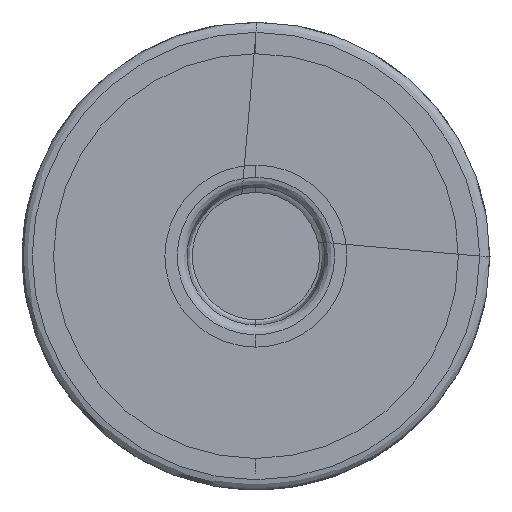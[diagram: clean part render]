
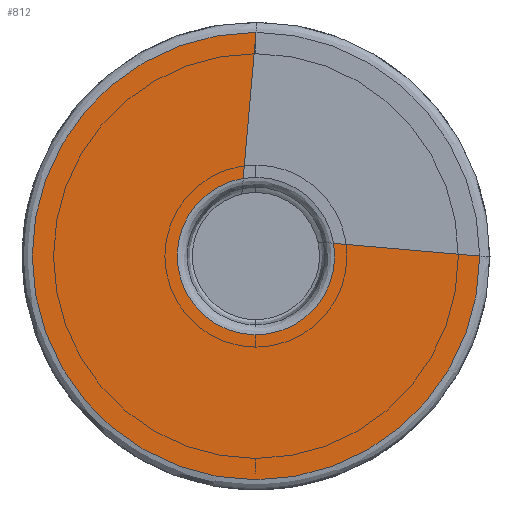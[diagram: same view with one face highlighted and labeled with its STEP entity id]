
A CAD part, left-side view. The second image highlights one B-rep face of the part: STEP entity #812.
In plain terms, the highlighted planar face has unit normal (-1, 0, 0).
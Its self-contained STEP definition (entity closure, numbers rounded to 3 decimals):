
#71 = CARTESIAN_POINT ( 'NONE',  ( 0., -0.003, 8.601 ) ) ;
#101 = VERTEX_POINT ( 'NONE', #296 ) ;
#105 = DIRECTION ( 'NONE',  ( 1., 0., 0. ) ) ;
#156 = CIRCLE ( 'NONE', #1301, 8.601 ) ;
#157 = DIRECTION ( 'NONE',  ( 1., 0., 0. ) ) ;
#165 = DIRECTION ( 'NONE',  ( 0., -0.987, 0.162 ) ) ;
#185 = CARTESIAN_POINT ( 'NONE',  ( 0., -2.987, 0.491 ) ) ;
#245 = VERTEX_POINT ( 'NONE', #71 ) ;
#263 = CARTESIAN_POINT ( 'NONE',  ( 0., -2.987, 0.491 ) ) ;
#287 = CARTESIAN_POINT ( 'NONE',  ( 0., 0., 0. ) ) ;
#291 = VECTOR ( 'NONE', #774, 1000. ) ;
#296 = CARTESIAN_POINT ( 'NONE',  ( 0., 0.49, 2.987 ) ) ;
#395 = ORIENTED_EDGE ( 'NONE', *, *, #1040, .T. ) ;
#616 = DIRECTION ( 'NONE',  ( 0., -1., 0. ) ) ;
#649 = LINE ( 'NONE', #901, #291 ) ;
#745 = FACE_OUTER_BOUND ( 'NONE', #1306, .T. ) ;
#774 = DIRECTION ( 'NONE',  ( 0., -0.087, 0.996 ) ) ;
#777 = CARTESIAN_POINT ( 'NONE',  ( 0., -2.987, 0.491 ) ) ;
#808 = ORIENTED_EDGE ( 'NONE', *, *, #1541, .F. ) ;
#812 = ADVANCED_FACE ( 'NONE', ( #745 ), #1193, .F. ) ;
#885 = AXIS2_PLACEMENT_3D ( 'NONE', #263, #157, #1599 ) ;
#892 = VERTEX_POINT ( 'NONE', #185 ) ;
#901 = CARTESIAN_POINT ( 'NONE',  ( 0., 0.49, 2.987 ) ) ;
#985 = CIRCLE ( 'NONE', #1318, 3.027 ) ;
#991 = ORIENTED_EDGE ( 'NONE', *, *, #1659, .F. ) ;
#1040 = EDGE_CURVE ( 'NONE', #101, #245, #649, .T. ) ;
#1193 = PLANE ( 'NONE',  #885 ) ;
#1239 = CARTESIAN_POINT ( 'NONE',  ( 0., -8.601, 0. ) ) ;
#1279 = LINE ( 'NONE', #777, #1435 ) ;
#1301 = AXIS2_PLACEMENT_3D ( 'NONE', #1648, #105, #616 ) ;
#1306 = EDGE_LOOP ( 'NONE', ( #991, #808, #1481, #395 ) ) ;
#1318 = AXIS2_PLACEMENT_3D ( 'NONE', #287, #1465, #165 ) ;
#1331 = DIRECTION ( 'NONE',  ( 0., -0.996, -0.087 ) ) ;
#1357 = VERTEX_POINT ( 'NONE', #1239 ) ;
#1435 = VECTOR ( 'NONE', #1331, 1000. ) ;
#1465 = DIRECTION ( 'NONE',  ( 1., 0., 0. ) ) ;
#1481 = ORIENTED_EDGE ( 'NONE', *, *, #1610, .T. ) ;
#1541 = EDGE_CURVE ( 'NONE', #892, #1357, #1279, .T. ) ;
#1599 = DIRECTION ( 'NONE',  ( 0., 0., -1. ) ) ;
#1610 = EDGE_CURVE ( 'NONE', #892, #101, #985, .T. ) ;
#1648 = CARTESIAN_POINT ( 'NONE',  ( 0., 0., 0. ) ) ;
#1659 = EDGE_CURVE ( 'NONE', #1357, #245, #156, .T. ) ;
